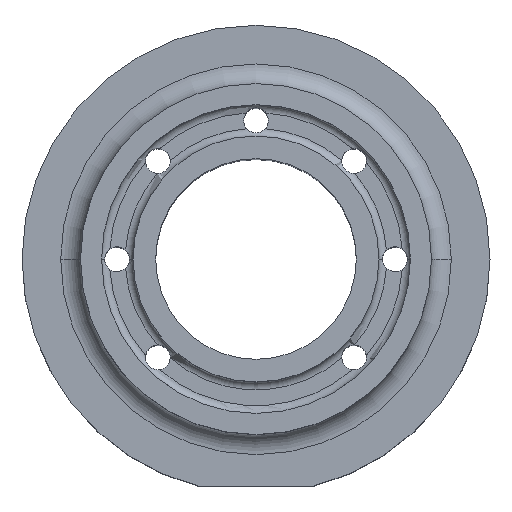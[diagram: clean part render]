
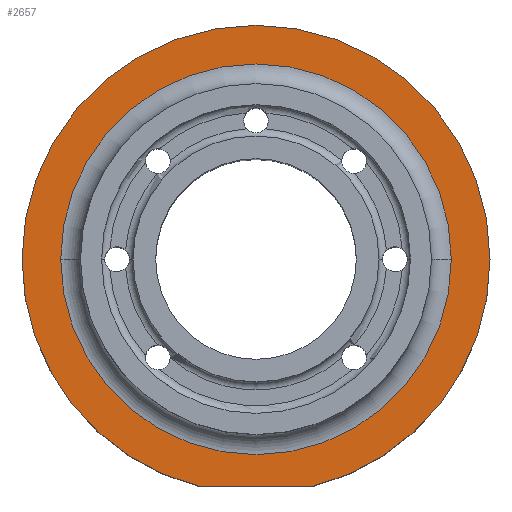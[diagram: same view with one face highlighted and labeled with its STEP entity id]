
A CAD part, top view. The second image highlights one B-rep face of the part: STEP entity #2657.
In plain terms, the highlighted planar face has unit normal (0, 0, 1).
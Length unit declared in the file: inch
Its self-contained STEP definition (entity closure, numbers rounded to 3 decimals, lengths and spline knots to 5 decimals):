
#44 = AXIS2_PLACEMENT_3D ( 'NONE', #2099, #730, #2322 ) ;
#79 = DIRECTION ( 'NONE',  ( -1., 0., 0. ) ) ;
#148 = DIRECTION ( 'NONE',  ( 1., 0., 0. ) ) ;
#175 = DIRECTION ( 'NONE',  ( 1., 0., 0. ) ) ;
#216 = AXIS2_PLACEMENT_3D ( 'NONE', #2945, #1565, #175 ) ;
#276 = AXIS2_PLACEMENT_3D ( 'NONE', #1241, #1475, #79 ) ;
#305 = CARTESIAN_POINT ( 'NONE',  ( -0.57053, -2.29, -1.42508 ) ) ;
#421 = CARTESIAN_POINT ( 'NONE',  ( 0., 0., -1.42508 ) ) ;
#438 = EDGE_CURVE ( 'NONE', #936, #1046, #1450, .T. ) ;
#457 = EDGE_CURVE ( 'NONE', #1676, #1856, #764, .T. ) ;
#494 = VERTEX_POINT ( 'NONE', #2480 ) ;
#497 = EDGE_CURVE ( 'NONE', #1856, #1676, #1299, .T. ) ;
#626 = CARTESIAN_POINT ( 'NONE',  ( -2.29155, -2.29, -1.42508 ) ) ;
#730 = DIRECTION ( 'NONE',  ( 0., 0., 1. ) ) ;
#745 = EDGE_LOOP ( 'NONE', ( #2718, #790 ) ) ;
#764 = CIRCLE ( 'NONE', #216, 1.97 ) ;
#790 = ORIENTED_EDGE ( 'NONE', *, *, #497, .F. ) ;
#825 = AXIS2_PLACEMENT_3D ( 'NONE', #848, #2452, #1081 ) ;
#848 = CARTESIAN_POINT ( 'NONE',  ( 0., 0., -1.42508 ) ) ;
#936 = VERTEX_POINT ( 'NONE', #1402 ) ;
#968 = EDGE_CURVE ( 'NONE', #494, #2672, #1281, .T. ) ;
#980 = CARTESIAN_POINT ( 'NONE',  ( 0., 0., -1.42508 ) ) ;
#991 = ORIENTED_EDGE ( 'NONE', *, *, #2032, .T. ) ;
#1018 = ORIENTED_EDGE ( 'NONE', *, *, #968, .T. ) ;
#1046 = VERTEX_POINT ( 'NONE', #305 ) ;
#1081 = DIRECTION ( 'NONE',  ( 1., 0., 0. ) ) ;
#1214 = DIRECTION ( 'NONE',  ( 1., 0., 0. ) ) ;
#1233 = PLANE ( 'NONE',  #276 ) ;
#1241 = CARTESIAN_POINT ( 'NONE',  ( 0., 2.36, -1.42508 ) ) ;
#1281 = CIRCLE ( 'NONE', #1855, 2.36 ) ;
#1299 = CIRCLE ( 'NONE', #825, 1.97 ) ;
#1378 = VECTOR ( 'NONE', #1993, 39.37008 ) ;
#1402 = CARTESIAN_POINT ( 'NONE',  ( 0.57053, -2.29, -1.42508 ) ) ;
#1450 = LINE ( 'NONE', #626, #1378 ) ;
#1475 = DIRECTION ( 'NONE',  ( 0., 0., -1. ) ) ;
#1497 = ORIENTED_EDGE ( 'NONE', *, *, #2874, .T. ) ;
#1565 = DIRECTION ( 'NONE',  ( 0., 0., 1. ) ) ;
#1637 = CIRCLE ( 'NONE', #2416, 2.36 ) ;
#1676 = VERTEX_POINT ( 'NONE', #2539 ) ;
#1745 = CARTESIAN_POINT ( 'NONE',  ( -1.97, 0., -1.42508 ) ) ;
#1797 = FACE_BOUND ( 'NONE', #745, .T. ) ;
#1855 = AXIS2_PLACEMENT_3D ( 'NONE', #980, #2580, #1214 ) ;
#1856 = VERTEX_POINT ( 'NONE', #1745 ) ;
#1930 = CARTESIAN_POINT ( 'NONE',  ( -2.36, 0., -1.42508 ) ) ;
#1993 = DIRECTION ( 'NONE',  ( -1., 0., 0. ) ) ;
#2020 = ORIENTED_EDGE ( 'NONE', *, *, #438, .F. ) ;
#2025 = DIRECTION ( 'NONE',  ( 0., 0., 1. ) ) ;
#2032 = EDGE_CURVE ( 'NONE', #2672, #1046, #2176, .T. ) ;
#2099 = CARTESIAN_POINT ( 'NONE',  ( 0., 0., -1.42508 ) ) ;
#2176 = CIRCLE ( 'NONE', #44, 2.36 ) ;
#2322 = DIRECTION ( 'NONE',  ( 1., 0., 0. ) ) ;
#2416 = AXIS2_PLACEMENT_3D ( 'NONE', #421, #2025, #148 ) ;
#2452 = DIRECTION ( 'NONE',  ( 0., 0., 1. ) ) ;
#2480 = CARTESIAN_POINT ( 'NONE',  ( 2.36, 0., -1.42508 ) ) ;
#2539 = CARTESIAN_POINT ( 'NONE',  ( 1.97, 0., -1.42508 ) ) ;
#2580 = DIRECTION ( 'NONE',  ( 0., 0., 1. ) ) ;
#2657 = ADVANCED_FACE ( 'NONE', ( #1797, #2957 ), #1233, .F. ) ;
#2672 = VERTEX_POINT ( 'NONE', #1930 ) ;
#2718 = ORIENTED_EDGE ( 'NONE', *, *, #457, .F. ) ;
#2755 = EDGE_LOOP ( 'NONE', ( #1497, #1018, #991, #2020 ) ) ;
#2874 = EDGE_CURVE ( 'NONE', #936, #494, #1637, .T. ) ;
#2945 = CARTESIAN_POINT ( 'NONE',  ( 0., 0., -1.42508 ) ) ;
#2957 = FACE_OUTER_BOUND ( 'NONE', #2755, .T. ) ;
